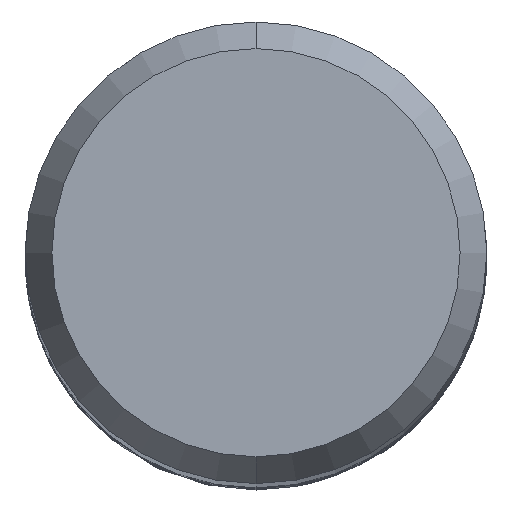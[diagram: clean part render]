
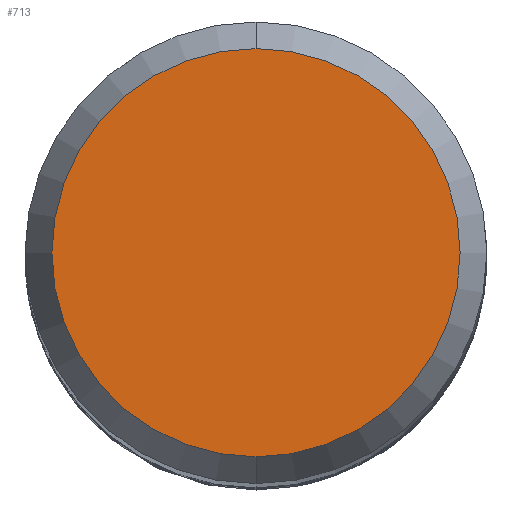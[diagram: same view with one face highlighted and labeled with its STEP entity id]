
A CAD part, top view. The second image highlights one B-rep face of the part: STEP entity #713.
In plain terms, the highlighted planar face has unit normal (0, 0, 1).
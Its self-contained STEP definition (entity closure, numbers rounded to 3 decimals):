
#713=ADVANCED_FACE('',(#1751),#1752,.T.);
#867=EDGE_CURVE('',#1475,#1473,#1920,.T.);
#1113=EDGE_CURVE('',#1473,#1475,#2185,.T.);
#1473=VERTEX_POINT('',#2582);
#1475=VERTEX_POINT('',#2584);
#1751=FACE_OUTER_BOUND('',#4867,.T.);
#1752=PLANE('',#4868);
#1920=CIRCLE('',#7696,3.538);
#2185=CIRCLE('',#10918,3.538);
#2582=CARTESIAN_POINT('',(0.0,3.538,0.0));
#2584=CARTESIAN_POINT('',(0.,-3.538,0.0));
#4867=EDGE_LOOP('',(#18190,#18191));
#4868=AXIS2_PLACEMENT_3D('',#18192,#18193,#18194);
#7696=AXIS2_PLACEMENT_3D('',#18344,#18345,#18346);
#10918=AXIS2_PLACEMENT_3D('',#18564,#18565,#18566);
#18190=ORIENTED_EDGE('',*,*,#1113,.F.);
#18191=ORIENTED_EDGE('',*,*,#867,.F.);
#18192=CARTESIAN_POINT('',(0.0,1.769,0.0));
#18193=DIRECTION('',(-0.0,0.0,1.0));
#18194=DIRECTION('',(0.0,-1.0,0.0));
#18344=CARTESIAN_POINT('',(0.0,0.0,0.0));
#18345=DIRECTION('',(0.0,0.0,-1.0));
#18346=DIRECTION('',(0.0,1.0,0.0));
#18564=CARTESIAN_POINT('',(0.0,0.0,0.0));
#18565=DIRECTION('',(0.0,0.0,-1.0));
#18566=DIRECTION('',(0.0,1.0,0.0));
